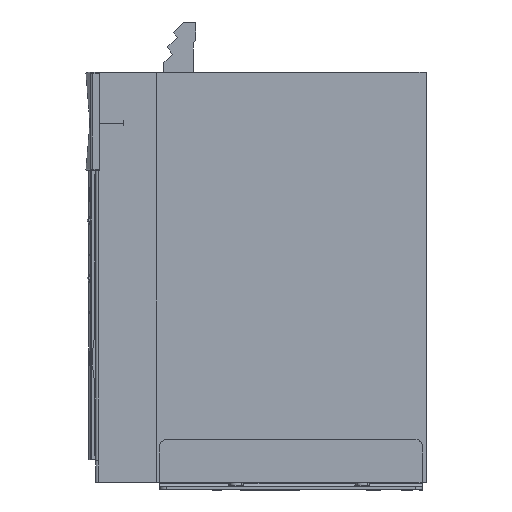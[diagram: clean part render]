
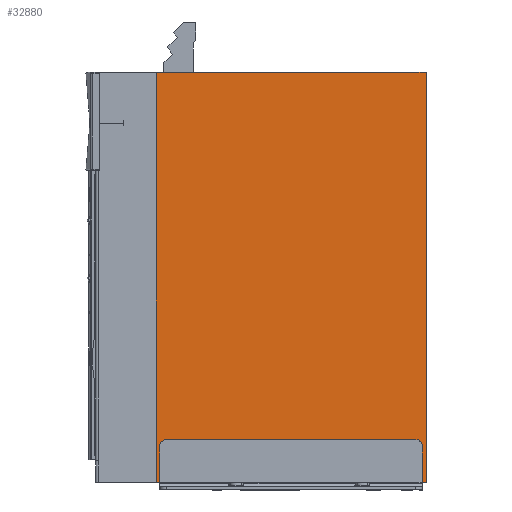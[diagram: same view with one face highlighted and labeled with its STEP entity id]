
A CAD part, left-side view. The second image highlights one B-rep face of the part: STEP entity #32880.
In plain terms, the highlighted planar face has unit normal (-1, 0, 0).
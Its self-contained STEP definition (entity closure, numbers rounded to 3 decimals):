
#32867=AXIS2_PLACEMENT_3D('Plane Axis2P3D',#32864,#32865,#32866) ;
#20666=CARTESIAN_POINT('Vertex',(-320.5,-360.,366.)) ;
#20669=CARTESIAN_POINT('Line Origine',(-320.5,-360.,203.5)) ;
#20673=CARTESIAN_POINT('Vertex',(-320.5,-360.,41.)) ;
#32064=CARTESIAN_POINT('Line Origine',(-320.5,-146.,203.5)) ;
#32068=CARTESIAN_POINT('Vertex',(-320.5,-146.,41.)) ;
#32070=CARTESIAN_POINT('Vertex',(-320.5,-146.,366.)) ;
#32836=CARTESIAN_POINT('Line Origine',(-320.5,-253.,366.)) ;
#32864=CARTESIAN_POINT('Axis2P3D Location',(-320.5,-360.,41.)) ;
#32869=CARTESIAN_POINT('Line Origine',(-320.5,-253.,41.)) ;
#20670=DIRECTION('Vector Direction',(0.,0.,1.)) ;
#32065=DIRECTION('Vector Direction',(0.,0.,-1.)) ;
#32837=DIRECTION('Vector Direction',(0.,1.,0.)) ;
#32865=DIRECTION('Axis2P3D Direction',(-1.,0.,0.)) ;
#32866=DIRECTION('Axis2P3D XDirection',(0.,0.,1.)) ;
#32870=DIRECTION('Vector Direction',(0.,1.,0.)) ;
#20671=VECTOR('Line Direction',#20670,1.) ;
#32066=VECTOR('Line Direction',#32065,1.) ;
#32838=VECTOR('Line Direction',#32837,1.) ;
#32871=VECTOR('Line Direction',#32870,1.) ;
#32875=ORIENTED_EDGE('',*,*,#32873,.F.) ;
#32876=ORIENTED_EDGE('',*,*,#20675,.T.) ;
#32877=ORIENTED_EDGE('',*,*,#32840,.T.) ;
#32878=ORIENTED_EDGE('',*,*,#32072,.F.) ;
#32880=ADVANCED_FACE('RX0153001_1PA_001_00_PARTE_N2_III.1',(#32879),#32868,.T.) ;
#20675=EDGE_CURVE('',#20674,#20667,#20672,.T.) ;
#32072=EDGE_CURVE('',#32069,#32071,#32067,.F.) ;
#32840=EDGE_CURVE('',#20667,#32071,#32839,.T.) ;
#32873=EDGE_CURVE('',#20674,#32069,#32872,.T.) ;
#32874=EDGE_LOOP('',(#32875,#32876,#32877,#32878)) ;
#32879=FACE_OUTER_BOUND('',#32874,.T.) ;
#20672=LINE('Line',#20669,#20671) ;
#32067=LINE('Line',#32064,#32066) ;
#32839=LINE('Line',#32836,#32838) ;
#32872=LINE('Line',#32869,#32871) ;
#32868=PLANE('',#32867) ;
#20667=VERTEX_POINT('',#20666) ;
#20674=VERTEX_POINT('',#20673) ;
#32069=VERTEX_POINT('',#32068) ;
#32071=VERTEX_POINT('',#32070) ;
